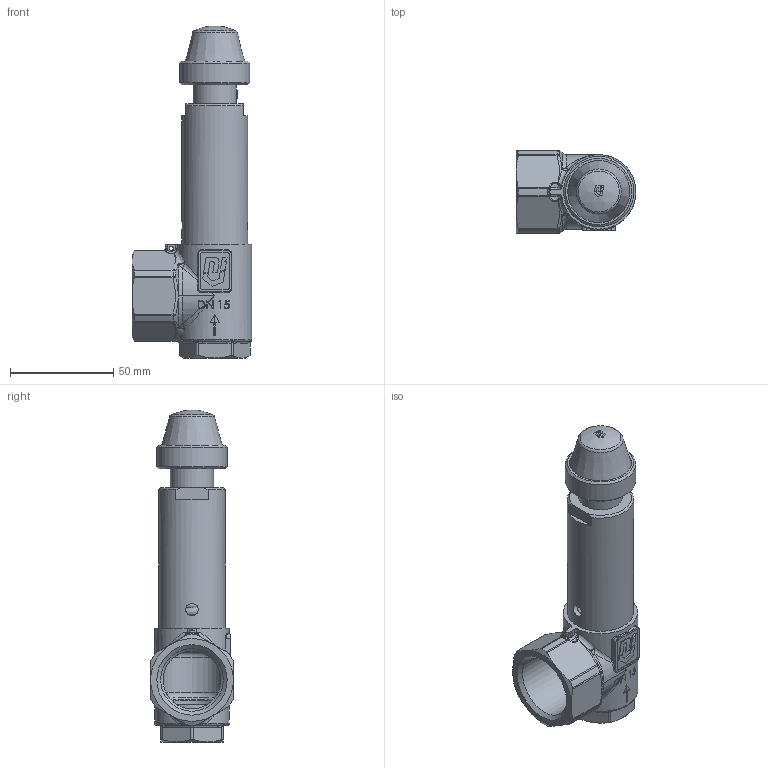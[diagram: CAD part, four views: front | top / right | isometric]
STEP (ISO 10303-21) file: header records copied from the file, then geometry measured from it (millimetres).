
FILE_DESCRIPTION(('HOOPS Exchange Step'),'2;1');
FILE_NAME('SV04-08-06-10-DN15-IG.stp','2026-01-23T11:52:20+01:00',('nieru'),('Unknown organisation'),'HOOPS Exchange 2024.2','HOOPS Exchange','Unknown authorisation');
FILE_SCHEMA( ('AP203_CONFIGURATION_CONTROLLED_3D_DESIGN_OF_MECHANICAL_PARTS_AND_ASSEMBLIES_MIM_LF') );
Length unit declared in the file: millimetre
Products named in the file (2): 0; root
Assembly tree (1 placements, depth 2):
  root
    0
Bounding box: 58 x 40 x 160.5 mm (x, y, z)
Volume: 73516.9 mm3; surface area: 47105.1 mm2
Topology: 6 solids, 7 shells, 574 faces, 1526 edges, 972 vertices
Faces by surface type: bspline 210, plane 165, cylinder 104, cone 44, torus 34, sphere 17
Full cylindrical faces by diameter (mm): 2 x1, 5 x1, 5.029 x1, 6 x2, 10 x1, 16 x1, 18.63 x1, 19.376 x1, 21 x2, 26.5 x1, 27 x1, 27.1 x1, 28 x1, 28.5 x1, 30.291 x1, 30.38 x1, 32 x1, 34 x1
Entity records: 33993 total; most frequent: CARTESIAN_POINT 21526, ORIENTED_EDGE 2998, DIRECTION 1908, EDGE_CURVE 1499, VERTEX_POINT 972, AXIS2_PLACEMENT_3D 762, B_SPLINE_CURVE_WITH_KNOTS 672, EDGE_LOOP 625
